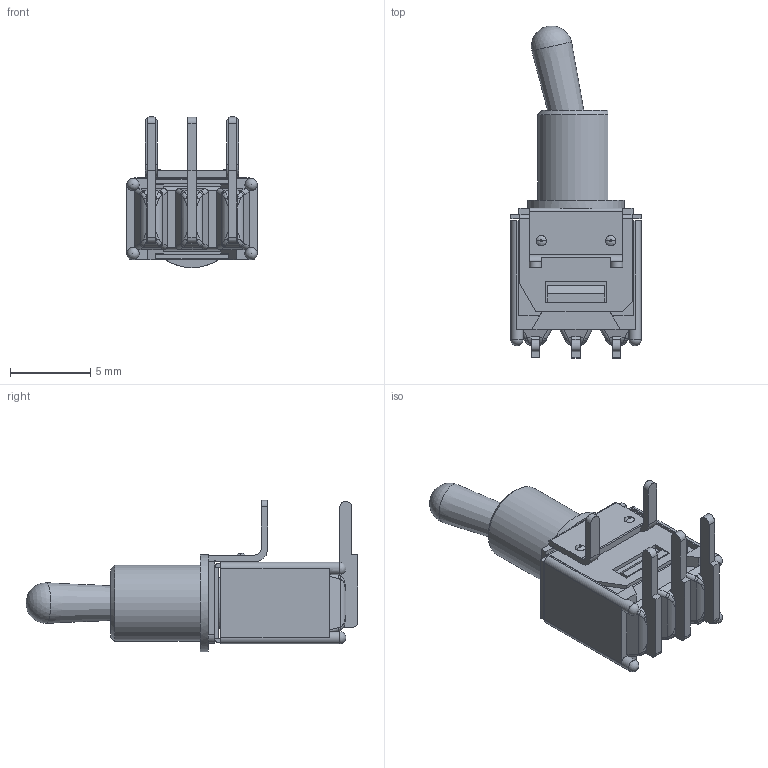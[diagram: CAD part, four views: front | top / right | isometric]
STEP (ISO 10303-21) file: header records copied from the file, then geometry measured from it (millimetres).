
FILE_DESCRIPTION(/* description */ ('STEP AP203'),/* implementation_level */ '2;1');
FILE_NAME(/* name */ 'T101MH9ABE',/* time_stamp */ '2025-02-04T15:03:25+01:00',/* author */ ('License CC BY-ND 4.0'),/* organization */ ('CADENAS'),/* preprocessor_version */ 'ST-DEVELOPER v19.3',/* originating_system */ 'PARTsolutions',/* authorisation */ ' ');
FILE_SCHEMA (('CONFIG_CONTROL_DESIGN'));
Length unit declared in the file: inch
Products named in the file (3): T101MH9ABE; T101MH9ABE_PART1; T101MH9ABE_PART2
Assembly tree (2 placements, depth 2):
  T101MH9ABE
    T101MH9ABE_PART1
    T101MH9ABE_PART2
Bounding box: 8.13 x 20.7 x 9.42 mm (x, y, z)
Volume: 320.7 mm3; surface area: 1144.7 mm2
Topology: 2 solids, 2 shells, 433 faces, 1225 edges, 778 vertices
Faces by surface type: plane 295, cylinder 84, bspline 40, sphere 6, cone 6, torus 2
Full cylindrical faces by diameter (mm): 0.762 x4, 1.295 x1, 2.718 x1, 3.175 x1, 6.045 x1
Entity records: 15082 total; most frequent: CARTESIAN_POINT 4141, ORIENTED_EDGE 2378, DIRECTION 2113, EDGE_CURVE 1189, LINE 877, VECTOR 877, VERTEX_POINT 764, AXIS2_PLACEMENT_3D 618
